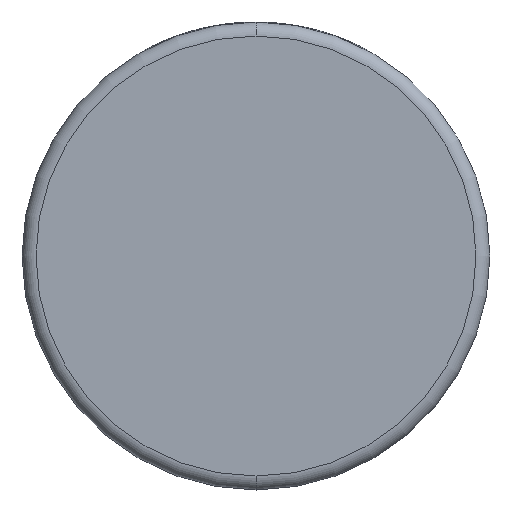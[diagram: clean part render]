
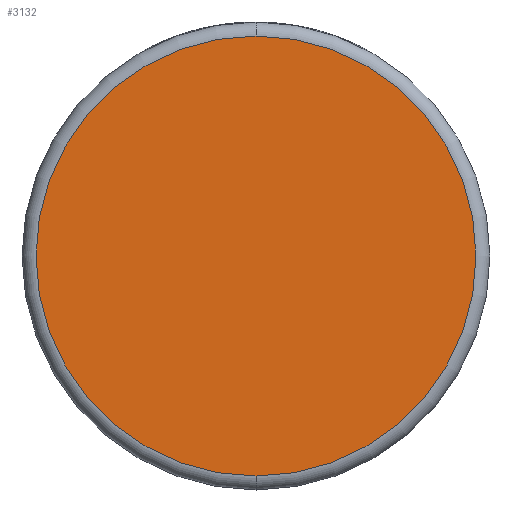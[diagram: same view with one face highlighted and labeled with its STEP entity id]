
A CAD part, front view. The second image highlights one B-rep face of the part: STEP entity #3132.
In plain terms, the highlighted planar face has unit normal (0, -1, 0).
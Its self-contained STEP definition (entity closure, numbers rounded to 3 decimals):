
#14 = CARTESIAN_POINT ( 'NONE',  ( 0., 0., 31.5 ) ) ;
#24 = DIRECTION ( 'NONE',  ( 0., -1., 0. ) ) ;
#52 = VERTEX_POINT ( 'NONE', #2663 ) ;
#94 = AXIS2_PLACEMENT_3D ( 'NONE', #1261, #1591, #978 ) ;
#105 = CIRCLE ( 'NONE', #1909, 31.5 ) ;
#682 = AXIS2_PLACEMENT_3D ( 'NONE', #838, #2829, #1815 ) ;
#838 = CARTESIAN_POINT ( 'NONE',  ( 0., 0., 0. ) ) ;
#978 = DIRECTION ( 'NONE',  ( 0., 0., 1. ) ) ;
#1261 = CARTESIAN_POINT ( 'NONE',  ( 0., 0., 0. ) ) ;
#1421 = ORIENTED_EDGE ( 'NONE', *, *, #3014, .T. ) ;
#1591 = DIRECTION ( 'NONE',  ( 0., -1., 0. ) ) ;
#1815 = DIRECTION ( 'NONE',  ( 0., 0., 1. ) ) ;
#1823 = VERTEX_POINT ( 'NONE', #14 ) ;
#1832 = ORIENTED_EDGE ( 'NONE', *, *, #3288, .T. ) ;
#1909 = AXIS2_PLACEMENT_3D ( 'NONE', #2993, #24, #2638 ) ;
#2638 = DIRECTION ( 'NONE',  ( 0., 0., 1. ) ) ;
#2663 = CARTESIAN_POINT ( 'NONE',  ( 0., 0., -31.5 ) ) ;
#2829 = DIRECTION ( 'NONE',  ( 0., 1., 0. ) ) ;
#2833 = EDGE_LOOP ( 'NONE', ( #1421, #1832 ) ) ;
#2893 = CIRCLE ( 'NONE', #94, 31.5 ) ;
#2993 = CARTESIAN_POINT ( 'NONE',  ( 0., 0., 0. ) ) ;
#3014 = EDGE_CURVE ( 'NONE', #1823, #52, #105, .T. ) ;
#3071 = FACE_OUTER_BOUND ( 'NONE', #2833, .T. ) ;
#3132 = ADVANCED_FACE ( 'NONE', ( #3071 ), #3824, .F. ) ;
#3288 = EDGE_CURVE ( 'NONE', #52, #1823, #2893, .T. ) ;
#3824 = PLANE ( 'NONE',  #682 ) ;
